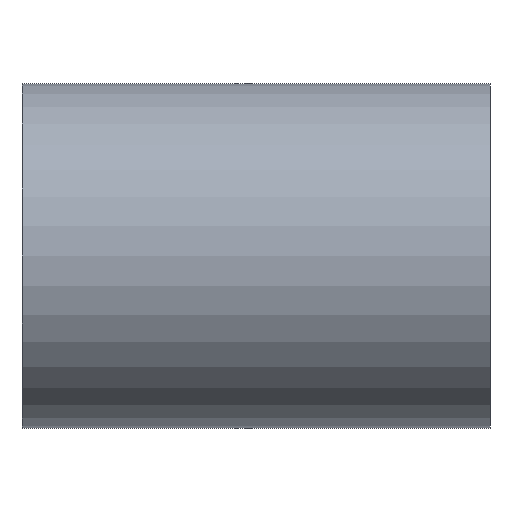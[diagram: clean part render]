
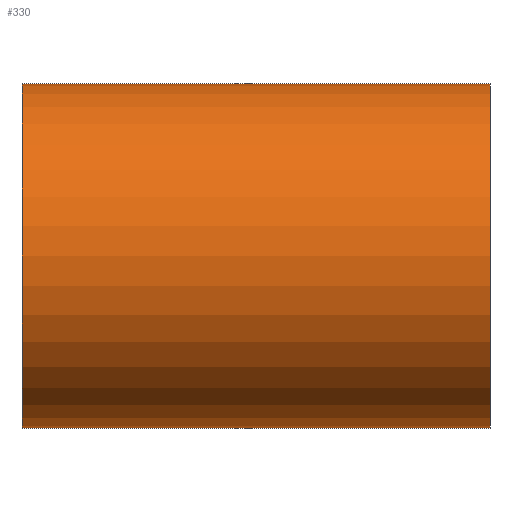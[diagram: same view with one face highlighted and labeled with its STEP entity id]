
A CAD part, front view. The second image highlights one B-rep face of the part: STEP entity #330.
In plain terms, the highlighted cylindrical face has radius 25.4 mm (diameter 50.8 mm), a partial arc.
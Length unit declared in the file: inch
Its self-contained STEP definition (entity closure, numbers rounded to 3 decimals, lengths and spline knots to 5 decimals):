
#53 = VERTEX_POINT ( 'NONE', #446 ) ;
#66 = CARTESIAN_POINT ( 'NONE',  ( 0., 0., 0. ) ) ;
#84 = VERTEX_POINT ( 'NONE', #90 ) ;
#90 = CARTESIAN_POINT ( 'NONE',  ( 1.358, 0., -1. ) ) ;
#97 = CIRCLE ( 'NONE', #339, 1. ) ;
#159 = EDGE_LOOP ( 'NONE', ( #640, #540, #448, #343 ) ) ;
#179 = CIRCLE ( 'NONE', #381, 1. ) ;
#187 = CYLINDRICAL_SURFACE ( 'NONE', #385, 1. ) ;
#205 = CARTESIAN_POINT ( 'NONE',  ( 0., 0., -1. ) ) ;
#217 = LINE ( 'NONE', #264, #320 ) ;
#223 = DIRECTION ( 'NONE',  ( -1., 0., 0. ) ) ;
#242 = CARTESIAN_POINT ( 'NONE',  ( -1.358, 0., 0. ) ) ;
#249 = EDGE_CURVE ( 'NONE', #84, #53, #541, .T. ) ;
#251 = VECTOR ( 'NONE', #475, 39.37008 ) ;
#264 = CARTESIAN_POINT ( 'NONE',  ( 0., 0., 1. ) ) ;
#289 = DIRECTION ( 'NONE',  ( 0., 0., 1. ) ) ;
#311 = DIRECTION ( 'NONE',  ( -1., 0., 0. ) ) ;
#320 = VECTOR ( 'NONE', #223, 39.37008 ) ;
#330 = ADVANCED_FACE ( 'NONE', ( #549 ), #187, .T. ) ;
#339 = AXIS2_PLACEMENT_3D ( 'NONE', #242, #614, #289 ) ;
#343 = ORIENTED_EDGE ( 'NONE', *, *, #646, .F. ) ;
#378 = EDGE_CURVE ( 'NONE', #415, #565, #217, .T. ) ;
#381 = AXIS2_PLACEMENT_3D ( 'NONE', #686, #311, #627 ) ;
#385 = AXIS2_PLACEMENT_3D ( 'NONE', #66, #503, #501 ) ;
#415 = VERTEX_POINT ( 'NONE', #432 ) ;
#420 = CARTESIAN_POINT ( 'NONE',  ( -1.358, 0., 1. ) ) ;
#432 = CARTESIAN_POINT ( 'NONE',  ( 1.358, 0., 1. ) ) ;
#446 = CARTESIAN_POINT ( 'NONE',  ( -1.358, 0., -1. ) ) ;
#448 = ORIENTED_EDGE ( 'NONE', *, *, #378, .T. ) ;
#475 = DIRECTION ( 'NONE',  ( -1., 0., 0. ) ) ;
#501 = DIRECTION ( 'NONE',  ( 0., 0., 1. ) ) ;
#503 = DIRECTION ( 'NONE',  ( -1., 0., 0. ) ) ;
#540 = ORIENTED_EDGE ( 'NONE', *, *, #607, .T. ) ;
#541 = LINE ( 'NONE', #205, #251 ) ;
#549 = FACE_OUTER_BOUND ( 'NONE', #159, .T. ) ;
#565 = VERTEX_POINT ( 'NONE', #420 ) ;
#607 = EDGE_CURVE ( 'NONE', #84, #415, #179, .T. ) ;
#614 = DIRECTION ( 'NONE',  ( -1., 0., 0. ) ) ;
#627 = DIRECTION ( 'NONE',  ( 0., 0., 1. ) ) ;
#640 = ORIENTED_EDGE ( 'NONE', *, *, #249, .F. ) ;
#646 = EDGE_CURVE ( 'NONE', #53, #565, #97, .T. ) ;
#686 = CARTESIAN_POINT ( 'NONE',  ( 1.358, 0., 0. ) ) ;
